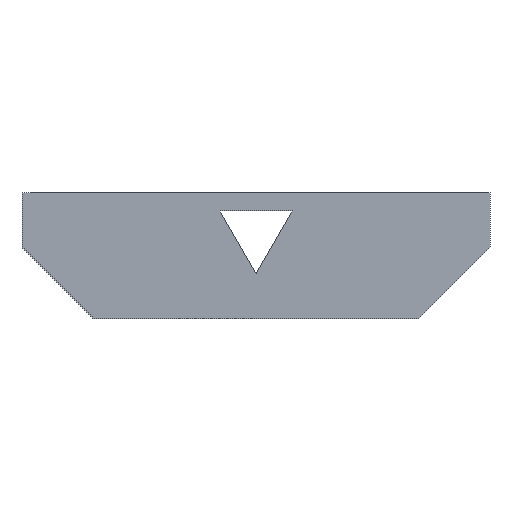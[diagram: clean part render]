
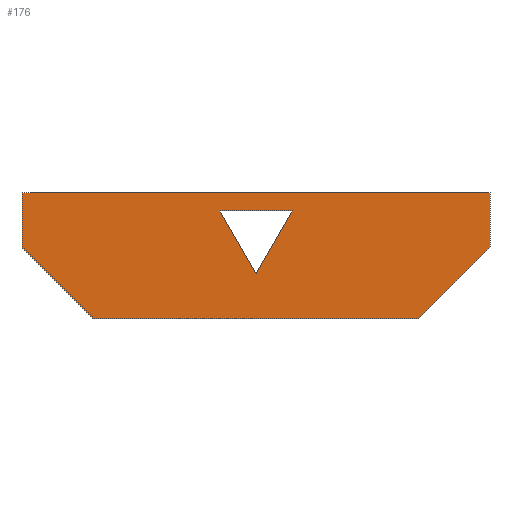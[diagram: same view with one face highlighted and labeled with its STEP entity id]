
A CAD part, left-side view. The second image highlights one B-rep face of the part: STEP entity #176.
In plain terms, the highlighted planar face has unit normal (-1, 0, 0).
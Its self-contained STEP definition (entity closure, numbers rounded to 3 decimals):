
#32 = VERTEX_POINT('',#33);
#33 = CARTESIAN_POINT('',(-2.,18.,-12.));
#39 = EDGE_CURVE('',#32,#40,#42,.T.);
#40 = VERTEX_POINT('',#41);
#41 = CARTESIAN_POINT('',(-2.,-18.,-12.));
#42 = LINE('',#43,#44);
#43 = CARTESIAN_POINT('',(-2.,26.,-12.));
#44 = VECTOR('',#45,1.);
#45 = DIRECTION('',(0.,-1.,0.));
#134 = EDGE_CURVE('',#32,#135,#137,.T.);
#135 = VERTEX_POINT('',#136);
#136 = CARTESIAN_POINT('',(-2.,26.,-4.));
#137 = LINE('',#138,#139);
#138 = CARTESIAN_POINT('',(-2.,17.25,-12.75));
#139 = VECTOR('',#140,1.);
#140 = DIRECTION('',(0.,0.707,0.707));
#158 = EDGE_CURVE('',#40,#159,#161,.T.);
#159 = VERTEX_POINT('',#160);
#160 = CARTESIAN_POINT('',(-2.,-26.,-4.));
#161 = LINE('',#162,#163);
#162 = CARTESIAN_POINT('',(-2.,-17.25,-12.75));
#163 = VECTOR('',#164,1.);
#164 = DIRECTION('',(0.,-0.707,0.707));
#176 = ADVANCED_FACE('',(#177,#204),#230,.F.);
#177 = FACE_BOUND('',#178,.F.);
#178 = EDGE_LOOP('',(#179,#187,#195,#201,#202,#203));
#179 = ORIENTED_EDGE('',*,*,#180,.F.);
#180 = EDGE_CURVE('',#181,#135,#183,.T.);
#181 = VERTEX_POINT('',#182);
#182 = CARTESIAN_POINT('',(-2.,26.,2.));
#183 = LINE('',#184,#185);
#184 = CARTESIAN_POINT('',(-2.,26.,2.));
#185 = VECTOR('',#186,1.);
#186 = DIRECTION('',(0.,0.,-1.));
#187 = ORIENTED_EDGE('',*,*,#188,.F.);
#188 = EDGE_CURVE('',#189,#181,#191,.T.);
#189 = VERTEX_POINT('',#190);
#190 = CARTESIAN_POINT('',(-2.,-26.,2.));
#191 = LINE('',#192,#193);
#192 = CARTESIAN_POINT('',(-2.,-26.,2.));
#193 = VECTOR('',#194,1.);
#194 = DIRECTION('',(0.,1.,0.));
#195 = ORIENTED_EDGE('',*,*,#196,.F.);
#196 = EDGE_CURVE('',#159,#189,#197,.T.);
#197 = LINE('',#198,#199);
#198 = CARTESIAN_POINT('',(-2.,-26.,-12.));
#199 = VECTOR('',#200,1.);
#200 = DIRECTION('',(0.,0.,1.));
#201 = ORIENTED_EDGE('',*,*,#158,.F.);
#202 = ORIENTED_EDGE('',*,*,#39,.F.);
#203 = ORIENTED_EDGE('',*,*,#134,.T.);
#204 = FACE_BOUND('',#205,.F.);
#205 = EDGE_LOOP('',(#206,#216,#224));
#206 = ORIENTED_EDGE('',*,*,#207,.F.);
#207 = EDGE_CURVE('',#208,#210,#212,.T.);
#208 = VERTEX_POINT('',#209);
#209 = CARTESIAN_POINT('',(-2.,4.,0.));
#210 = VERTEX_POINT('',#211);
#211 = CARTESIAN_POINT('',(-2.,-4.,0.));
#212 = LINE('',#213,#214);
#213 = CARTESIAN_POINT('',(-2.,4.,0.));
#214 = VECTOR('',#215,1.);
#215 = DIRECTION('',(0.,-1.,0.));
#216 = ORIENTED_EDGE('',*,*,#217,.F.);
#217 = EDGE_CURVE('',#218,#208,#220,.T.);
#218 = VERTEX_POINT('',#219);
#219 = CARTESIAN_POINT('',(-2.,0.,-6.928));
#220 = LINE('',#221,#222);
#221 = CARTESIAN_POINT('',(-2.,0.,-6.928));
#222 = VECTOR('',#223,1.);
#223 = DIRECTION('',(0.,0.5,0.866));
#224 = ORIENTED_EDGE('',*,*,#225,.F.);
#225 = EDGE_CURVE('',#210,#218,#226,.T.);
#226 = LINE('',#227,#228);
#227 = CARTESIAN_POINT('',(-2.,-4.,0.));
#228 = VECTOR('',#229,1.);
#229 = DIRECTION('',(-0.,0.5,-0.866));
#230 = PLANE('',#231);
#231 = AXIS2_PLACEMENT_3D('',#232,#233,#234);
#232 = CARTESIAN_POINT('',(-2.,0.,-5.));
#233 = DIRECTION('',(1.,0.,0.));
#234 = DIRECTION('',(0.,0.,1.));
